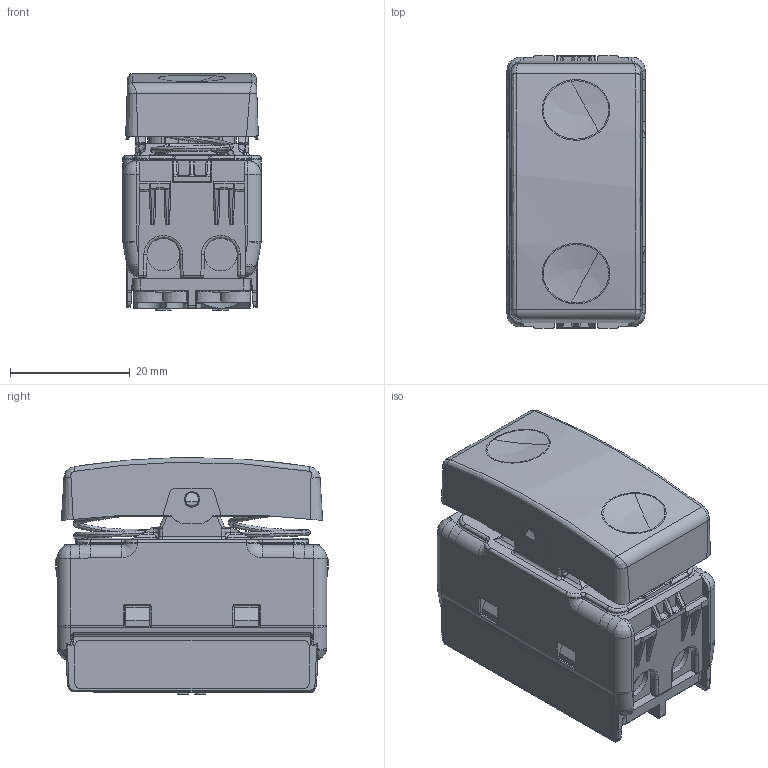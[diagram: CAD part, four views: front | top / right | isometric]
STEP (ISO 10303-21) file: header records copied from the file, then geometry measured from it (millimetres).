
FILE_DESCRIPTION(('CATIA V5 STEP Exchange','CAx-IF Rec.Pracs.--- Model Styling and Organization---1.4--- 2014-01-23'),'2;1');
FILE_NAME('GW20528 - COMMUTATORE 1P-10 AX (dischetti segnaletici neutri,non illuminabile).stp','2019-11-28T12:59:32+00:00',('none'),('none'),'CATIA Version 5-6 Release 2016 SP4','CATIA V5 STEP AP214','none');
FILE_SCHEMA(('AUTOMOTIVE_DESIGN { 1 0 10303 214 1 1 1 1 }'));
Products named in the file (6): AS.PULSANTE DOPPIA FRECCIA 1M SYSTEM; TASTO CIECO COMMUTATORE SYS/BK; CUSTODIA COMMUTATORE SYSTEM; AS.ZOCCOLO SYSTEM COMMUTATORE 2P; 50029875 TAB.ZOCCOLO INTERRUTTORE ECO-SYS.6P.1; MOLLA PULSANTE DE=13.8 (PI)
Assembly tree (6 placements, depth 3):
  AS.PULSANTE DOPPIA FRECCIA 1M SYSTEM
    TASTO CIECO COMMUTATORE SYS/BK
    CUSTODIA COMMUTATORE SYSTEM
    AS.ZOCCOLO SYSTEM COMMUTATORE 2P
      50029875 TAB.ZOCCOLO INTERRUTTORE ECO-SYS.6P.1
    MOLLA PULSANTE DE=13.8 (PI)  x2
Bounding box: 23.1 x 45.6 x 39.6 mm (x, y, z)
Volume: 29824.7 mm3; surface area: 22156.3 mm2
Topology: 5 solids, 9 shells, 4882 faces, 13255 edges, 8303 vertices
Faces by surface type: plane 2862, cylinder 856, bspline 742, torus 163, cone 137, sphere 114, extrusion 8
Entity records: 194471 total; most frequent: CARTESIAN_POINT 86003, ORIENTED_EDGE 26168, DIRECTION 15959, EDGE_CURVE 13084, VERTEX_POINT 8295, VECTOR 7910, LINE 7902, EDGE_LOOP 4991
